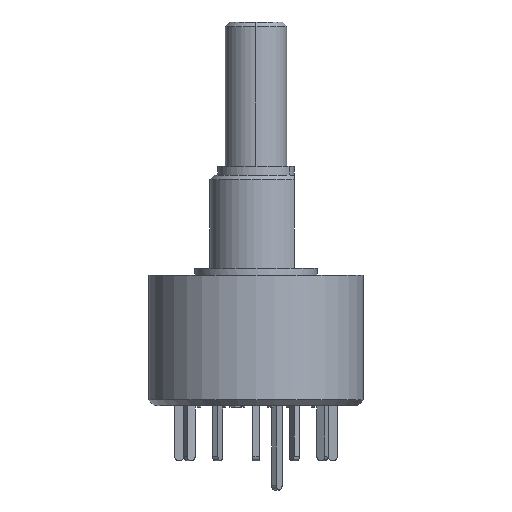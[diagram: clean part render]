
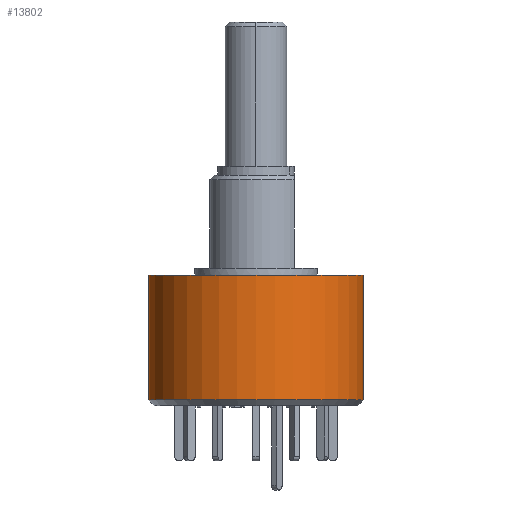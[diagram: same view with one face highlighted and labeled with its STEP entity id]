
A CAD part, left-side view. The second image highlights one B-rep face of the part: STEP entity #13802.
In plain terms, the highlighted cylindrical face has radius 7 mm (diameter 14 mm), a partial arc.
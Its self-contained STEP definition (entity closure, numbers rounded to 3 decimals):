
#462 = DIRECTION ( 'NONE',  ( 0., 0., -1. ) ) ;
#471 = DIRECTION ( 'NONE',  ( 0., -1., 0. ) ) ;
#820 = CARTESIAN_POINT ( 'NONE',  ( 0., -7., -0.45 ) ) ;
#984 = VERTEX_POINT ( 'NONE', #9112 ) ;
#1640 = CARTESIAN_POINT ( 'NONE',  ( 0., 7., -0.45 ) ) ;
#1771 = AXIS2_PLACEMENT_3D ( 'NONE', #15038, #462, #13958 ) ;
#2210 = CYLINDRICAL_SURFACE ( 'NONE', #1771, 7. ) ;
#2614 = ORIENTED_EDGE ( 'NONE', *, *, #3740, .F. ) ;
#2706 = CIRCLE ( 'NONE', #17041, 7. ) ;
#3256 = VECTOR ( 'NONE', #11680, 1000. ) ;
#3740 = EDGE_CURVE ( 'NONE', #4573, #984, #2706, .T. ) ;
#3923 = CARTESIAN_POINT ( 'NONE',  ( 0., 7., -8.574 ) ) ;
#4010 = ORIENTED_EDGE ( 'NONE', *, *, #8790, .T. ) ;
#4508 = DIRECTION ( 'NONE',  ( 0., 0., 1. ) ) ;
#4573 = VERTEX_POINT ( 'NONE', #5798 ) ;
#4979 = ORIENTED_EDGE ( 'NONE', *, *, #14511, .T. ) ;
#5327 = CIRCLE ( 'NONE', #12607, 7. ) ;
#5798 = CARTESIAN_POINT ( 'NONE',  ( 0., 7., -0.45 ) ) ;
#5859 = CARTESIAN_POINT ( 'NONE',  ( 0., 0., -0.45 ) ) ;
#6289 = VECTOR ( 'NONE', #15272, 1000. ) ;
#7525 = VERTEX_POINT ( 'NONE', #3923 ) ;
#8790 = EDGE_CURVE ( 'NONE', #4573, #7525, #15099, .T. ) ;
#8964 = CARTESIAN_POINT ( 'NONE',  ( 0., 0., -8.574 ) ) ;
#9112 = CARTESIAN_POINT ( 'NONE',  ( 0., -7., -0.45 ) ) ;
#10712 = LINE ( 'NONE', #820, #3256 ) ;
#11224 = ORIENTED_EDGE ( 'NONE', *, *, #13980, .F. ) ;
#11680 = DIRECTION ( 'NONE',  ( 0., 0., -1. ) ) ;
#11781 = DIRECTION ( 'NONE',  ( 0., 0., 1. ) ) ;
#12607 = AXIS2_PLACEMENT_3D ( 'NONE', #8964, #11781, #14354 ) ;
#13802 = ADVANCED_FACE ( 'NONE', ( #17390 ), #2210, .T. ) ;
#13958 = DIRECTION ( 'NONE',  ( 0., 1., 0. ) ) ;
#13980 = EDGE_CURVE ( 'NONE', #984, #15289, #10712, .T. ) ;
#14354 = DIRECTION ( 'NONE',  ( 0., -1., 0. ) ) ;
#14511 = EDGE_CURVE ( 'NONE', #7525, #15289, #5327, .T. ) ;
#15038 = CARTESIAN_POINT ( 'NONE',  ( 0., 0., -0.45 ) ) ;
#15099 = LINE ( 'NONE', #1640, #6289 ) ;
#15272 = DIRECTION ( 'NONE',  ( 0., 0., -1. ) ) ;
#15277 = CARTESIAN_POINT ( 'NONE',  ( 0., -7., -8.574 ) ) ;
#15289 = VERTEX_POINT ( 'NONE', #15277 ) ;
#15796 = EDGE_LOOP ( 'NONE', ( #11224, #2614, #4010, #4979 ) ) ;
#17041 = AXIS2_PLACEMENT_3D ( 'NONE', #5859, #4508, #471 ) ;
#17390 = FACE_OUTER_BOUND ( 'NONE', #15796, .T. ) ;
